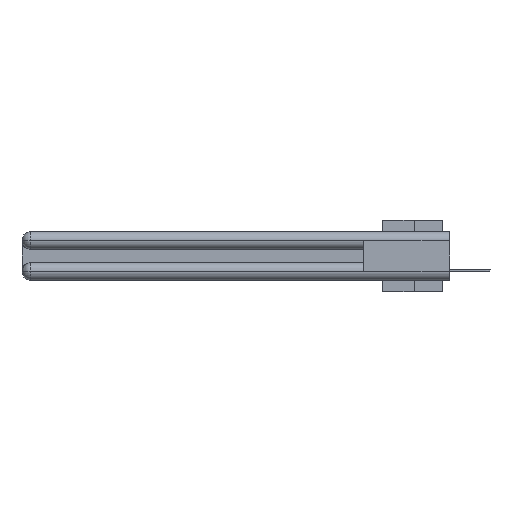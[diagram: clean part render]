
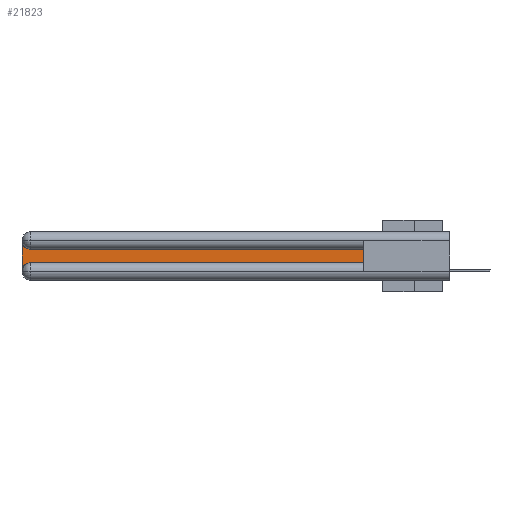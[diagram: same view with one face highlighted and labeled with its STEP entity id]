
A CAD part, left-side view. The second image highlights one B-rep face of the part: STEP entity #21823.
In plain terms, the highlighted planar face has unit normal (-1, 0, 0).
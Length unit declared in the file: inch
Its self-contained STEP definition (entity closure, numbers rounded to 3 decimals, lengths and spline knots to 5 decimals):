
#38 = LINE ( 'NONE', #16246, #13246 ) ;
#1852 = LINE ( 'NONE', #25958, #29884 ) ;
#2031 = LINE ( 'NONE', #27723, #13531 ) ;
#2526 = DIRECTION ( 'NONE',  ( 1., 0., 0. ) ) ;
#2544 = CARTESIAN_POINT ( 'NONE',  ( 0.075, 0.6, -0.2175 ) ) ;
#3328 = VERTEX_POINT ( 'NONE', #2544 ) ;
#4334 = VERTEX_POINT ( 'NONE', #14693 ) ;
#5394 = PLANE ( 'NONE',  #6820 ) ;
#6082 = DIRECTION ( 'NONE',  ( 0., 0., -1. ) ) ;
#6695 = EDGE_CURVE ( 'NONE', #3328, #24041, #1852, .T. ) ;
#6820 = AXIS2_PLACEMENT_3D ( 'NONE', #18312, #2526, #28587 ) ;
#7645 = LINE ( 'NONE', #22416, #24501 ) ;
#8232 = AXIS2_PLACEMENT_3D ( 'NONE', #19705, #22165, #16730 ) ;
#8481 = ORIENTED_EDGE ( 'NONE', *, *, #16044, .T. ) ;
#8933 = VERTEX_POINT ( 'NONE', #21072 ) ;
#9277 = ORIENTED_EDGE ( 'NONE', *, *, #19012, .T. ) ;
#10245 = CIRCLE ( 'NONE', #16418, 0.06 ) ;
#11915 = DIRECTION ( 'NONE',  ( 0., 1., 0. ) ) ;
#12256 = CIRCLE ( 'NONE', #8232, 0.06 ) ;
#13246 = VECTOR ( 'NONE', #6082, 39.37008 ) ;
#13531 = VECTOR ( 'NONE', #11915, 39.37008 ) ;
#14193 = DIRECTION ( 'NONE',  ( 0., 0., -1. ) ) ;
#14693 = CARTESIAN_POINT ( 'NONE',  ( 0.075, 3., -0.2775 ) ) ;
#15732 = EDGE_CURVE ( 'NONE', #8933, #27197, #10245, .T. ) ;
#16044 = EDGE_CURVE ( 'NONE', #4334, #33272, #12256, .T. ) ;
#16246 = CARTESIAN_POINT ( 'NONE',  ( 0.075, 3., -0.2175 ) ) ;
#16418 = AXIS2_PLACEMENT_3D ( 'NONE', #30348, #22518, #14193 ) ;
#16730 = DIRECTION ( 'NONE',  ( 0., 0., -1. ) ) ;
#17022 = ORIENTED_EDGE ( 'NONE', *, *, #15732, .T. ) ;
#17041 = EDGE_CURVE ( 'NONE', #33272, #3328, #7645, .T. ) ;
#18312 = CARTESIAN_POINT ( 'NONE',  ( 0.075, 3., -0.1225 ) ) ;
#19012 = EDGE_CURVE ( 'NONE', #27197, #4334, #38, .T. ) ;
#19705 = CARTESIAN_POINT ( 'NONE',  ( 0.075, 2.94, -0.2775 ) ) ;
#20141 = FACE_OUTER_BOUND ( 'NONE', #20337, .T. ) ;
#20337 = EDGE_LOOP ( 'NONE', ( #22992, #17022, #9277, #8481, #30786, #26003 ) ) ;
#21072 = CARTESIAN_POINT ( 'NONE',  ( 0.075, 2.94, -0.1225 ) ) ;
#21823 = ADVANCED_FACE ( 'NONE', ( #20141 ), #5394, .F. ) ;
#22165 = DIRECTION ( 'NONE',  ( 1., 0., 0. ) ) ;
#22309 = EDGE_CURVE ( 'NONE', #24041, #8933, #2031, .T. ) ;
#22416 = CARTESIAN_POINT ( 'NONE',  ( 0.075, 0.6, -0.2175 ) ) ;
#22518 = DIRECTION ( 'NONE',  ( 1., 0., 0. ) ) ;
#22992 = ORIENTED_EDGE ( 'NONE', *, *, #22309, .T. ) ;
#23107 = CARTESIAN_POINT ( 'NONE',  ( 0.075, 2.94, -0.2175 ) ) ;
#24041 = VERTEX_POINT ( 'NONE', #24235 ) ;
#24235 = CARTESIAN_POINT ( 'NONE',  ( 0.075, 0.6, -0.1225 ) ) ;
#24501 = VECTOR ( 'NONE', #27468, 39.37008 ) ;
#25958 = CARTESIAN_POINT ( 'NONE',  ( 0.075, 0.6, -0.2175 ) ) ;
#26003 = ORIENTED_EDGE ( 'NONE', *, *, #6695, .T. ) ;
#26078 = DIRECTION ( 'NONE',  ( 0., 0., 1. ) ) ;
#27197 = VERTEX_POINT ( 'NONE', #28298 ) ;
#27468 = DIRECTION ( 'NONE',  ( 0., -1., 0. ) ) ;
#27723 = CARTESIAN_POINT ( 'NONE',  ( 0.075, 0.6, -0.1225 ) ) ;
#28298 = CARTESIAN_POINT ( 'NONE',  ( 0.075, 3., -0.0625 ) ) ;
#28587 = DIRECTION ( 'NONE',  ( 0., 0., -1. ) ) ;
#29884 = VECTOR ( 'NONE', #26078, 39.37008 ) ;
#30348 = CARTESIAN_POINT ( 'NONE',  ( 0.075, 2.94, -0.0625 ) ) ;
#30786 = ORIENTED_EDGE ( 'NONE', *, *, #17041, .T. ) ;
#33272 = VERTEX_POINT ( 'NONE', #23107 ) ;
